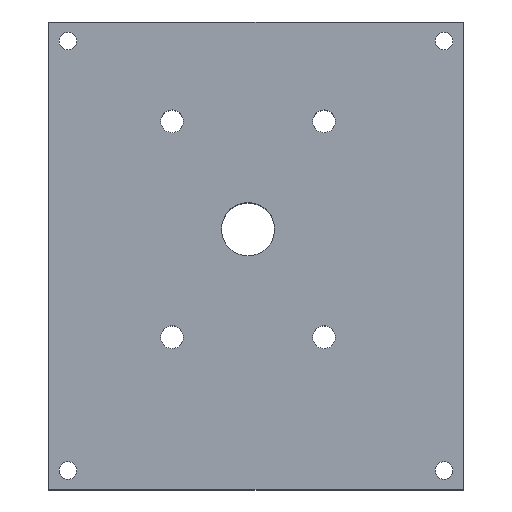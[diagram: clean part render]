
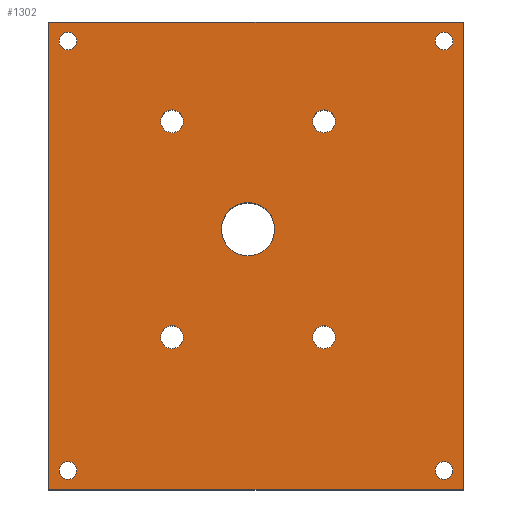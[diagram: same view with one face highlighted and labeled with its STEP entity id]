
A CAD part, top view. The second image highlights one B-rep face of the part: STEP entity #1302.
In plain terms, the highlighted planar face has unit normal (0, 0, 1).
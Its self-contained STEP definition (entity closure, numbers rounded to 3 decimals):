
#119=LINE('',#2270,#189);
#121=LINE('',#2274,#191);
#123=LINE('',#2278,#193);
#125=LINE('',#2281,#195);
#189=VECTOR('',#1843,10.);
#191=VECTOR('',#1847,10.);
#193=VECTOR('',#1851,10.);
#195=VECTOR('',#1855,10.);
#218=PLANE('',#1465);
#288=FACE_BOUND('',#506,.T.);
#289=FACE_BOUND('',#507,.T.);
#290=FACE_BOUND('',#508,.T.);
#291=FACE_BOUND('',#509,.T.);
#292=FACE_BOUND('',#510,.T.);
#293=FACE_BOUND('',#511,.T.);
#294=FACE_BOUND('',#512,.T.);
#295=FACE_BOUND('',#513,.T.);
#296=FACE_BOUND('',#514,.T.);
#366=FACE_OUTER_BOUND('',#505,.T.);
#505=EDGE_LOOP('',(#1208,#1209,#1210,#1211));
#506=EDGE_LOOP('',(#1212));
#507=EDGE_LOOP('',(#1213));
#508=EDGE_LOOP('',(#1214));
#509=EDGE_LOOP('',(#1215));
#510=EDGE_LOOP('',(#1216));
#511=EDGE_LOOP('',(#1217));
#512=EDGE_LOOP('',(#1218));
#513=EDGE_LOOP('',(#1219));
#514=EDGE_LOOP('',(#1220));
#593=CIRCLE('',#1438,2.15);
#595=CIRCLE('',#1442,2.15);
#597=CIRCLE('',#1446,2.15);
#599=CIRCLE('',#1450,2.15);
#600=CIRCLE('',#1452,1.666);
#601=CIRCLE('',#1454,1.666);
#602=CIRCLE('',#1456,1.666);
#603=CIRCLE('',#1458,1.666);
#604=CIRCLE('',#1460,5.);
#713=VERTEX_POINT('',#2231);
#715=VERTEX_POINT('',#2237);
#717=VERTEX_POINT('',#2243);
#719=VERTEX_POINT('',#2249);
#720=VERTEX_POINT('',#2252);
#721=VERTEX_POINT('',#2255);
#722=VERTEX_POINT('',#2258);
#723=VERTEX_POINT('',#2261);
#724=VERTEX_POINT('',#2264);
#725=VERTEX_POINT('',#2267);
#726=VERTEX_POINT('',#2269);
#727=VERTEX_POINT('',#2273);
#728=VERTEX_POINT('',#2277);
#873=EDGE_CURVE('',#713,#713,#593,.T.);
#875=EDGE_CURVE('',#715,#715,#595,.T.);
#877=EDGE_CURVE('',#717,#717,#597,.T.);
#879=EDGE_CURVE('',#719,#719,#599,.T.);
#880=EDGE_CURVE('',#720,#720,#600,.T.);
#881=EDGE_CURVE('',#721,#721,#601,.T.);
#882=EDGE_CURVE('',#722,#722,#602,.T.);
#883=EDGE_CURVE('',#723,#723,#603,.T.);
#884=EDGE_CURVE('',#724,#724,#604,.T.);
#886=EDGE_CURVE('',#726,#725,#119,.T.);
#888=EDGE_CURVE('',#727,#726,#121,.T.);
#890=EDGE_CURVE('',#728,#727,#123,.T.);
#892=EDGE_CURVE('',#725,#728,#125,.T.);
#1208=ORIENTED_EDGE('',*,*,#892,.T.);
#1209=ORIENTED_EDGE('',*,*,#890,.T.);
#1210=ORIENTED_EDGE('',*,*,#888,.T.);
#1211=ORIENTED_EDGE('',*,*,#886,.T.);
#1212=ORIENTED_EDGE('',*,*,#880,.T.);
#1213=ORIENTED_EDGE('',*,*,#881,.T.);
#1214=ORIENTED_EDGE('',*,*,#882,.T.);
#1215=ORIENTED_EDGE('',*,*,#883,.T.);
#1216=ORIENTED_EDGE('',*,*,#877,.T.);
#1217=ORIENTED_EDGE('',*,*,#879,.T.);
#1218=ORIENTED_EDGE('',*,*,#875,.T.);
#1219=ORIENTED_EDGE('',*,*,#884,.T.);
#1220=ORIENTED_EDGE('',*,*,#873,.T.);
#1302=ADVANCED_FACE('',(#366,#288,#289,#290,#291,#292,#293,#294,#295,#296),
#218,.T.);
#1438=AXIS2_PLACEMENT_3D('',#2232,#1794,#1795);
#1442=AXIS2_PLACEMENT_3D('',#2238,#1802,#1803);
#1446=AXIS2_PLACEMENT_3D('',#2244,#1810,#1811);
#1450=AXIS2_PLACEMENT_3D('',#2250,#1818,#1819);
#1452=AXIS2_PLACEMENT_3D('',#2253,#1822,#1823);
#1454=AXIS2_PLACEMENT_3D('',#2256,#1826,#1827);
#1456=AXIS2_PLACEMENT_3D('',#2259,#1830,#1831);
#1458=AXIS2_PLACEMENT_3D('',#2262,#1834,#1835);
#1460=AXIS2_PLACEMENT_3D('',#2265,#1838,#1839);
#1465=AXIS2_PLACEMENT_3D('',#2282,#1856,#1857);
#1794=DIRECTION('center_axis',(0.,0.,-1.));
#1795=DIRECTION('ref_axis',(-1.,0.,0.));
#1802=DIRECTION('center_axis',(0.,0.,-1.));
#1803=DIRECTION('ref_axis',(-1.,0.,0.));
#1810=DIRECTION('center_axis',(0.,0.,-1.));
#1811=DIRECTION('ref_axis',(-1.,0.,0.));
#1818=DIRECTION('center_axis',(0.,0.,-1.));
#1819=DIRECTION('ref_axis',(-1.,0.,0.));
#1822=DIRECTION('center_axis',(0.,0.,-1.));
#1823=DIRECTION('ref_axis',(-1.,0.,0.));
#1826=DIRECTION('center_axis',(0.,0.,-1.));
#1827=DIRECTION('ref_axis',(-1.,0.,0.));
#1830=DIRECTION('center_axis',(0.,0.,-1.));
#1831=DIRECTION('ref_axis',(-1.,0.,0.));
#1834=DIRECTION('center_axis',(0.,0.,-1.));
#1835=DIRECTION('ref_axis',(-1.,0.,0.));
#1838=DIRECTION('center_axis',(0.,0.,-1.));
#1839=DIRECTION('ref_axis',(-1.,0.,0.));
#1843=DIRECTION('',(-1.,0.,0.));
#1847=DIRECTION('',(0.,1.,0.));
#1851=DIRECTION('',(1.,0.,0.));
#1855=DIRECTION('',(0.,-1.,0.));
#1856=DIRECTION('center_axis',(0.,0.,1.));
#1857=DIRECTION('ref_axis',(1.,0.,0.));
#2231=CARTESIAN_POINT('',(53.95,69.32,45.));
#2232=CARTESIAN_POINT('Origin',(51.8,69.32,45.));
#2237=CARTESIAN_POINT('',(25.35,69.32,45.));
#2238=CARTESIAN_POINT('Origin',(23.2,69.32,45.));
#2243=CARTESIAN_POINT('',(53.95,28.68,45.));
#2244=CARTESIAN_POINT('Origin',(51.8,28.68,45.));
#2249=CARTESIAN_POINT('',(25.35,28.68,45.));
#2250=CARTESIAN_POINT('Origin',(23.2,28.68,45.));
#2252=CARTESIAN_POINT('',(76.066,84.4,45.));
#2253=CARTESIAN_POINT('Origin',(74.4,84.4,45.));
#2255=CARTESIAN_POINT('',(5.266,3.6,45.));
#2256=CARTESIAN_POINT('Origin',(3.6,3.6,45.));
#2258=CARTESIAN_POINT('',(5.266,84.4,45.));
#2259=CARTESIAN_POINT('Origin',(3.6,84.4,45.));
#2261=CARTESIAN_POINT('',(76.066,3.6,45.));
#2262=CARTESIAN_POINT('Origin',(74.4,3.6,45.));
#2264=CARTESIAN_POINT('',(42.5,49.,45.));
#2265=CARTESIAN_POINT('Origin',(37.5,49.,45.));
#2267=CARTESIAN_POINT('',(0.,88.,45.));
#2269=CARTESIAN_POINT('',(78.,88.,45.));
#2270=CARTESIAN_POINT('',(78.,88.,45.));
#2273=CARTESIAN_POINT('',(78.,0.,45.));
#2274=CARTESIAN_POINT('',(78.,0.,45.));
#2277=CARTESIAN_POINT('',(0.,0.,45.));
#2278=CARTESIAN_POINT('',(0.,0.,45.));
#2281=CARTESIAN_POINT('',(0.,88.,45.));
#2282=CARTESIAN_POINT('Origin',(39.,44.,45.));
